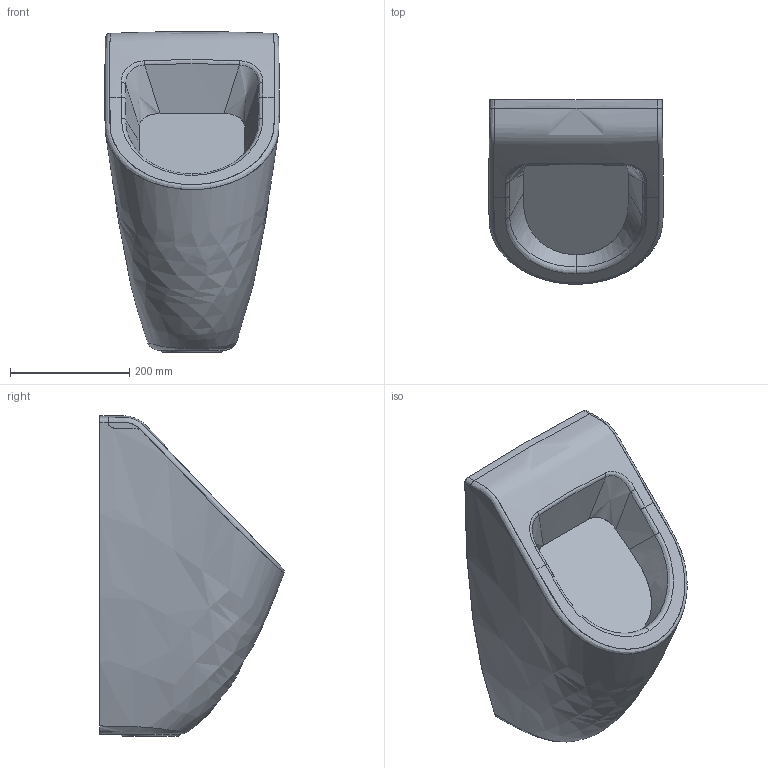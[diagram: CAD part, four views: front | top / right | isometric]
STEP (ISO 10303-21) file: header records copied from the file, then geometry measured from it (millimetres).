
FILE_DESCRIPTION(/* description */ (''),/* implementation_level */ '2;1');
FILE_NAME(/* name */ 'U751300_Subway_Urinal_Ansch-Modell_Enwickl_2002-geschlossen.stp',/* time_stamp */ '2022-01-28T15:07:06+01:00',/* author */ (''),/* organization */ (''),/* preprocessor_version */ 'ST-DEVELOPER v18.1',/* originating_system */ 'SIEMENS PLM Software NX 1973',/* authorisation */ '');
FILE_SCHEMA (('AUTOMOTIVE_DESIGN { 1 0 10303 214 3 1 1 1 }'));
Length unit declared in the file: millimetre
Products named in the file (1): koeb0C242DA2fadk
Bounding box: 292.43 x 308.99 x 538 mm (x, y, z)
Surface area: 560422.1 mm2 (no closed solid volume)
Topology: 0 solids, 11 shells, 33 faces, 131 edges, 107 vertices
Faces by surface type: bspline 32, plane 1
Entity records: 4916 total; most frequent: CARTESIAN_POINT 4102, ORIENTED_EDGE 169, EDGE_CURVE 127, B_SPLINE_CURVE_WITH_KNOTS 119, VERTEX_POINT 105, EDGE_LOOP 35, ADVANCED_FACE 33, FACE_OUTER_BOUND 31
